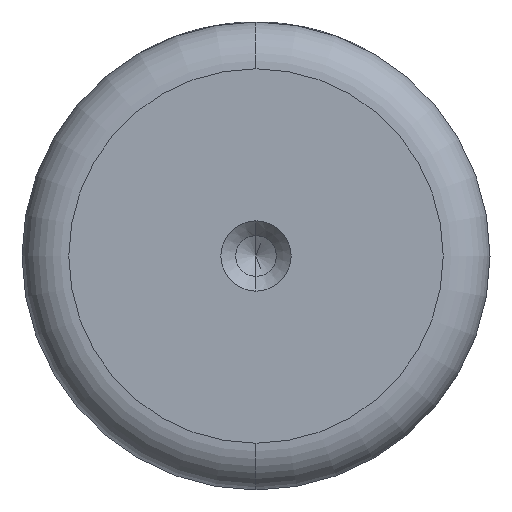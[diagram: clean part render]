
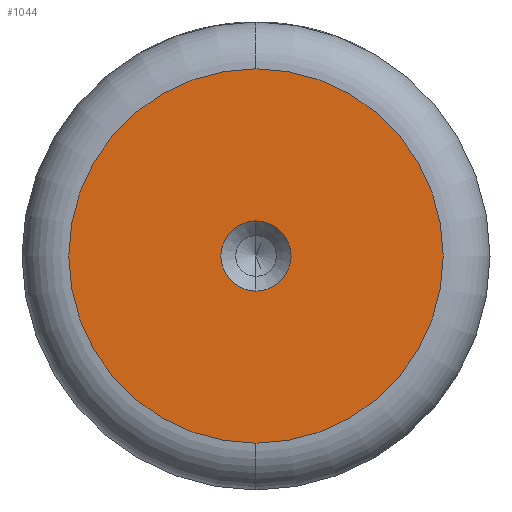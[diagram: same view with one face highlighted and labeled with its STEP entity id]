
A CAD part, left-side view. The second image highlights one B-rep face of the part: STEP entity #1044.
In plain terms, the highlighted planar face has unit normal (-1, 0, 0).
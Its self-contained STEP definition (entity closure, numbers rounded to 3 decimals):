
#60 = ORIENTED_EDGE ( 'NONE', *, *, #310, .F. ) ;
#63 = CIRCLE ( 'NONE', #1278, 12. ) ;
#93 = EDGE_CURVE ( 'NONE', #1023, #573, #63, .T. ) ;
#97 = CIRCLE ( 'NONE', #910, 2.25 ) ;
#117 = DIRECTION ( 'NONE',  ( -1., 0., 0. ) ) ;
#162 = ORIENTED_EDGE ( 'NONE', *, *, #315, .T. ) ;
#181 = CARTESIAN_POINT ( 'NONE',  ( 0., 0., 12. ) ) ;
#254 = DIRECTION ( 'NONE',  ( -1., 0., 0. ) ) ;
#310 = EDGE_CURVE ( 'NONE', #472, #1099, #97, .T. ) ;
#315 = EDGE_CURVE ( 'NONE', #573, #1023, #833, .T. ) ;
#392 = CIRCLE ( 'NONE', #1066, 2.25 ) ;
#421 = CARTESIAN_POINT ( 'NONE',  ( 0., 0., 0. ) ) ;
#469 = CARTESIAN_POINT ( 'NONE',  ( 0., 0., 0. ) ) ;
#472 = VERTEX_POINT ( 'NONE', #953 ) ;
#481 = ORIENTED_EDGE ( 'NONE', *, *, #93, .T. ) ;
#528 = DIRECTION ( 'NONE',  ( 0., 0., 1. ) ) ;
#540 = DIRECTION ( 'NONE',  ( 0., 0., 1. ) ) ;
#573 = VERTEX_POINT ( 'NONE', #1101 ) ;
#583 = DIRECTION ( 'NONE',  ( 0., 0., 1. ) ) ;
#720 = EDGE_LOOP ( 'NONE', ( #481, #162 ) ) ;
#730 = EDGE_CURVE ( 'NONE', #1099, #472, #392, .T. ) ;
#761 = CARTESIAN_POINT ( 'NONE',  ( 0., 0., -2.25 ) ) ;
#793 = CARTESIAN_POINT ( 'NONE',  ( 0., 0., 0. ) ) ;
#807 = ORIENTED_EDGE ( 'NONE', *, *, #730, .F. ) ;
#833 = CIRCLE ( 'NONE', #855, 12. ) ;
#848 = DIRECTION ( 'NONE',  ( -1., 0., 0. ) ) ;
#855 = AXIS2_PLACEMENT_3D ( 'NONE', #793, #117, #901 ) ;
#901 = DIRECTION ( 'NONE',  ( 0., 0., 1. ) ) ;
#907 = CARTESIAN_POINT ( 'NONE',  ( 0., 0., 0. ) ) ;
#910 = AXIS2_PLACEMENT_3D ( 'NONE', #469, #1198, #583 ) ;
#934 = FACE_OUTER_BOUND ( 'NONE', #720, .T. ) ;
#949 = PLANE ( 'NONE',  #1173 ) ;
#953 = CARTESIAN_POINT ( 'NONE',  ( 0., 0., 2.25 ) ) ;
#1010 = DIRECTION ( 'NONE',  ( 0., 0., 1. ) ) ;
#1023 = VERTEX_POINT ( 'NONE', #181 ) ;
#1044 = ADVANCED_FACE ( 'NONE', ( #1405, #934 ), #949, .T. ) ;
#1052 = CARTESIAN_POINT ( 'NONE',  ( 0., 0., 0. ) ) ;
#1066 = AXIS2_PLACEMENT_3D ( 'NONE', #907, #254, #1010 ) ;
#1099 = VERTEX_POINT ( 'NONE', #761 ) ;
#1101 = CARTESIAN_POINT ( 'NONE',  ( 0., 0., -12. ) ) ;
#1157 = DIRECTION ( 'NONE',  ( -1., 0., 0. ) ) ;
#1173 = AXIS2_PLACEMENT_3D ( 'NONE', #1052, #848, #540 ) ;
#1198 = DIRECTION ( 'NONE',  ( -1., 0., 0. ) ) ;
#1278 = AXIS2_PLACEMENT_3D ( 'NONE', #421, #1157, #528 ) ;
#1363 = EDGE_LOOP ( 'NONE', ( #60, #807 ) ) ;
#1405 = FACE_BOUND ( 'NONE', #1363, .T. ) ;
